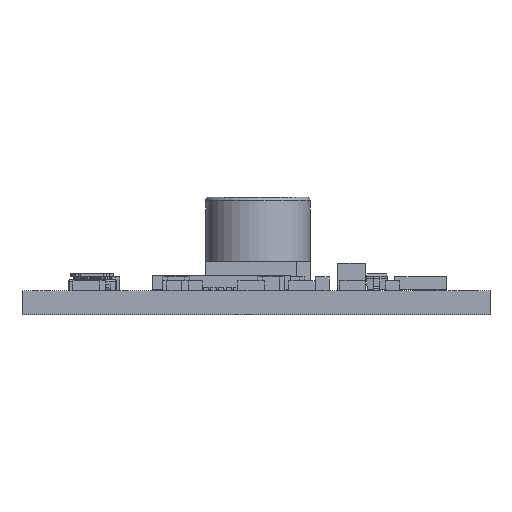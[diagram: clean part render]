
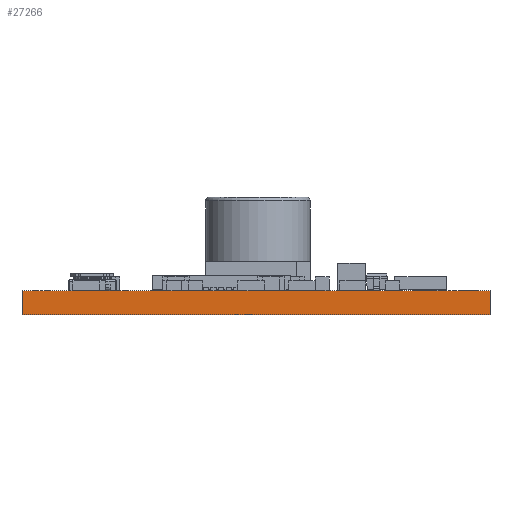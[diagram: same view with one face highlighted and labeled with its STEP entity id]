
A CAD part, front view. The second image highlights one B-rep face of the part: STEP entity #27266.
In plain terms, the highlighted planar face has unit normal (0, -1, 0).
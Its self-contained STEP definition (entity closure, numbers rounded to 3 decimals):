
#7752 = CARTESIAN_POINT ( 'NONE',  ( 0., 0., 1.575 ) ) ;
#13331 = VERTEX_POINT ( 'NONE', #67812 ) ;
#13706 = ORIENTED_EDGE ( 'NONE', *, *, #58130, .F. ) ;
#14118 = CARTESIAN_POINT ( 'NONE',  ( 30.48, 0., 1.575 ) ) ;
#14251 = VERTEX_POINT ( 'NONE', #34578 ) ;
#18472 = LINE ( 'NONE', #56963, #27728 ) ;
#20952 = DIRECTION ( 'NONE',  ( 1., 0., 0. ) ) ;
#25553 = AXIS2_PLACEMENT_3D ( 'NONE', #7752, #45304, #34046 ) ;
#26632 = CARTESIAN_POINT ( 'NONE',  ( 0., 0., 1.575 ) ) ;
#27135 = CARTESIAN_POINT ( 'NONE',  ( 0., 0., 1.575 ) ) ;
#27266 = ADVANCED_FACE ( 'NONE', ( #46699 ), #65936, .F. ) ;
#27396 = LINE ( 'NONE', #63227, #45018 ) ;
#27728 = VECTOR ( 'NONE', #30941, 1000. ) ;
#30941 = DIRECTION ( 'NONE',  ( 1., 0., 0. ) ) ;
#32200 = VERTEX_POINT ( 'NONE', #51018 ) ;
#34046 = DIRECTION ( 'NONE',  ( 0., 0., 1. ) ) ;
#34578 = CARTESIAN_POINT ( 'NONE',  ( 30.48, 0., 0. ) ) ;
#35193 = VERTEX_POINT ( 'NONE', #27135 ) ;
#36340 = LINE ( 'NONE', #14118, #43866 ) ;
#37639 = EDGE_CURVE ( 'NONE', #13331, #14251, #27396, .T. ) ;
#43866 = VECTOR ( 'NONE', #67363, 1000. ) ;
#45018 = VECTOR ( 'NONE', #20952, 1000. ) ;
#45304 = DIRECTION ( 'NONE',  ( 0., 1., 0. ) ) ;
#46699 = FACE_OUTER_BOUND ( 'NONE', #64515, .T. ) ;
#46972 = VECTOR ( 'NONE', #59657, 1000. ) ;
#51018 = CARTESIAN_POINT ( 'NONE',  ( 30.48, 0., 1.575 ) ) ;
#52041 = LINE ( 'NONE', #26632, #46972 ) ;
#54626 = ORIENTED_EDGE ( 'NONE', *, *, #68511, .F. ) ;
#56963 = CARTESIAN_POINT ( 'NONE',  ( 0., 0., 1.575 ) ) ;
#57140 = ORIENTED_EDGE ( 'NONE', *, *, #68647, .T. ) ;
#58130 = EDGE_CURVE ( 'NONE', #32200, #14251, #36340, .T. ) ;
#59657 = DIRECTION ( 'NONE',  ( 0., 0., -1. ) ) ;
#63227 = CARTESIAN_POINT ( 'NONE',  ( 0., 0., 0. ) ) ;
#64515 = EDGE_LOOP ( 'NONE', ( #67537, #13706, #54626, #57140 ) ) ;
#65936 = PLANE ( 'NONE',  #25553 ) ;
#67363 = DIRECTION ( 'NONE',  ( 0., 0., -1. ) ) ;
#67537 = ORIENTED_EDGE ( 'NONE', *, *, #37639, .T. ) ;
#67812 = CARTESIAN_POINT ( 'NONE',  ( 0., 0., 0. ) ) ;
#68511 = EDGE_CURVE ( 'NONE', #35193, #32200, #18472, .T. ) ;
#68647 = EDGE_CURVE ( 'NONE', #35193, #13331, #52041, .T. ) ;
